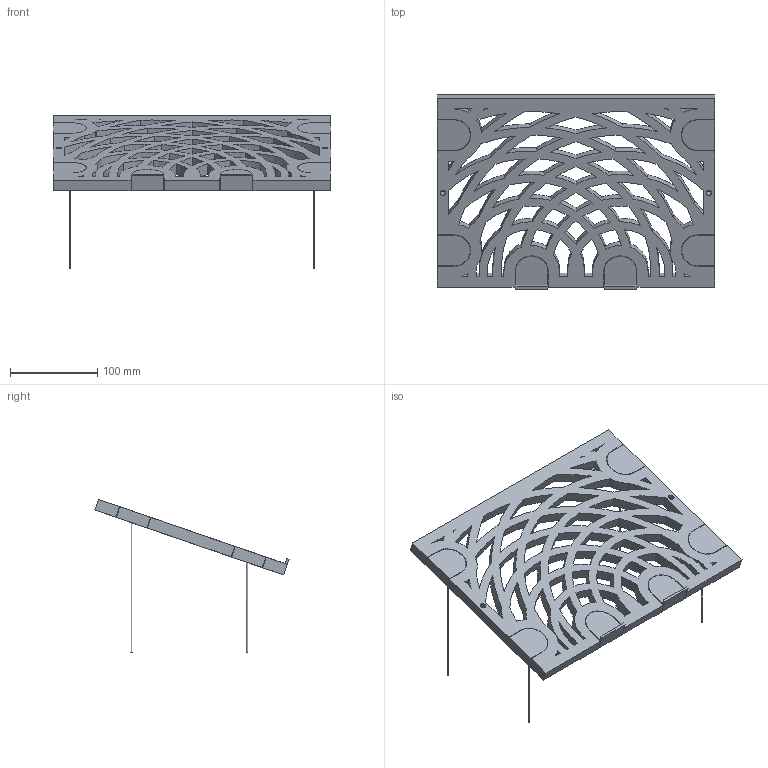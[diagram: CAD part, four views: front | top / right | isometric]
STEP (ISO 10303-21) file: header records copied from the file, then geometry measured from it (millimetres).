
FILE_DESCRIPTION(/* description */ (''),/* implementation_level */ '2;1');
FILE_NAME(/* name */ 'Laptop stand.step',/* time_stamp */ '2018-10-11T12:12:20-07:00',/* author */ (''),/* organization */ (''),/* preprocessor_version */ 'ST-DEVELOPER v17.2',/* originating_system */ 'Autodesk Translation Framework v7.6.0.251',/* authorisation */ '');
FILE_SCHEMA (('AUTOMOTIVE_DESIGN { 1 0 10303 214 3 1 1 }'));
Length unit declared in the file: inch
Products named in the file (2): Laptop stand; Platform
Assembly tree (1 placements, depth 2):
  Laptop stand
    Platform
Bounding box: 317.5 x 222.35 x 175.33 mm (x, y, z)
Volume: 640871.1 mm3; surface area: 225772.5 mm2
Topology: 7 solids, 7 shells, 370 faces, 1024 edges, 684 vertices
Faces by surface type: cylinder 194, plane 176
Full cylindrical faces by diameter (mm): 1.587 x4, 6.35 x2
Entity records: 12228 total; most frequent: DIRECTION 2186, CARTESIAN_POINT 2081, ORIENTED_EDGE 2048, EDGE_CURVE 1024, AXIS2_PLACEMENT_3D 789, VERTEX_POINT 684, LINE 608, VECTOR 608
